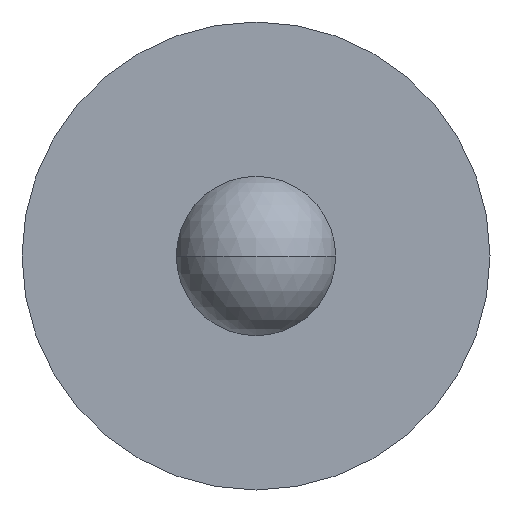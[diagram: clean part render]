
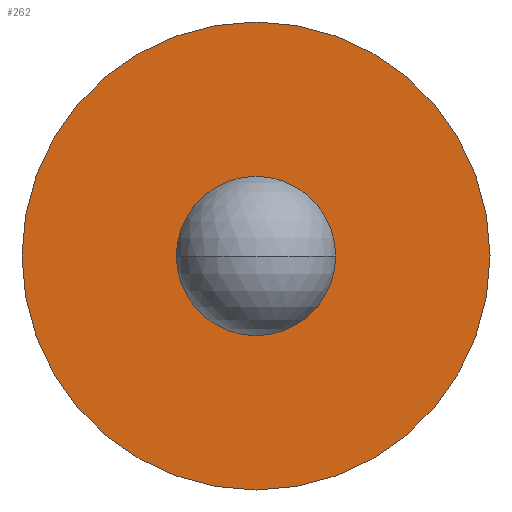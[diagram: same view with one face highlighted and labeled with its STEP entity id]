
A CAD part, left-side view. The second image highlights one B-rep face of the part: STEP entity #262.
In plain terms, the highlighted planar face has unit normal (-1, 0, 0).
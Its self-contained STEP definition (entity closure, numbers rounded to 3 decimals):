
#5 = CIRCLE ( 'NONE', #577, 0.32 ) ;
#9 = CARTESIAN_POINT ( 'NONE',  ( -2.75, 0., 0. ) ) ;
#21 = ORIENTED_EDGE ( 'NONE', *, *, #216, .T. ) ;
#35 = CARTESIAN_POINT ( 'NONE',  ( -2.75, 0.32, 0. ) ) ;
#57 = EDGE_CURVE ( 'NONE', #290, #571, #175, .T. ) ;
#63 = CIRCLE ( 'NONE', #294, 0.94 ) ;
#67 = DIRECTION ( 'NONE',  ( 1., 0., 0. ) ) ;
#90 = DIRECTION ( 'NONE',  ( 0., 1., 0. ) ) ;
#92 = DIRECTION ( 'NONE',  ( 1., 0., 0. ) ) ;
#96 = ORIENTED_EDGE ( 'NONE', *, *, #501, .F. ) ;
#112 = EDGE_LOOP ( 'NONE', ( #347, #96 ) ) ;
#133 = CARTESIAN_POINT ( 'NONE',  ( -2.75, 0.94, 0. ) ) ;
#136 = EDGE_LOOP ( 'NONE', ( #507, #21 ) ) ;
#175 = CIRCLE ( 'NONE', #371, 0.94 ) ;
#216 = EDGE_CURVE ( 'NONE', #458, #302, #5, .T. ) ;
#217 = CARTESIAN_POINT ( 'NONE',  ( -2.75, -0.32, 0. ) ) ;
#239 = DIRECTION ( 'NONE',  ( 1., 0., 0. ) ) ;
#244 = DIRECTION ( 'NONE',  ( 0., -1., 0. ) ) ;
#247 = CARTESIAN_POINT ( 'NONE',  ( -2.75, 0.32, 0. ) ) ;
#262 = ADVANCED_FACE ( 'NONE', ( #339, #594 ), #497, .T. ) ;
#270 = DIRECTION ( 'NONE',  ( 0., 1., 0. ) ) ;
#275 = CARTESIAN_POINT ( 'NONE',  ( -2.75, 0., 0. ) ) ;
#290 = VERTEX_POINT ( 'NONE', #133 ) ;
#292 = DIRECTION ( 'NONE',  ( 0., 1., 0. ) ) ;
#294 = AXIS2_PLACEMENT_3D ( 'NONE', #9, #67, #427 ) ;
#296 = CARTESIAN_POINT ( 'NONE',  ( -2.75, 0., 0. ) ) ;
#302 = VERTEX_POINT ( 'NONE', #247 ) ;
#307 = EDGE_CURVE ( 'NONE', #302, #458, #612, .T. ) ;
#327 = DIRECTION ( 'NONE',  ( 1., 0., 0. ) ) ;
#339 = FACE_BOUND ( 'NONE', #136, .T. ) ;
#347 = ORIENTED_EDGE ( 'NONE', *, *, #57, .F. ) ;
#371 = AXIS2_PLACEMENT_3D ( 'NONE', #628, #92, #292 ) ;
#427 = DIRECTION ( 'NONE',  ( 0., 1., 0. ) ) ;
#452 = DIRECTION ( 'NONE',  ( -1., 0., 0. ) ) ;
#458 = VERTEX_POINT ( 'NONE', #217 ) ;
#497 = PLANE ( 'NONE',  #631 ) ;
#501 = EDGE_CURVE ( 'NONE', #571, #290, #63, .T. ) ;
#507 = ORIENTED_EDGE ( 'NONE', *, *, #307, .T. ) ;
#514 = AXIS2_PLACEMENT_3D ( 'NONE', #275, #327, #270 ) ;
#558 = CARTESIAN_POINT ( 'NONE',  ( -2.75, -0.94, 0. ) ) ;
#571 = VERTEX_POINT ( 'NONE', #558 ) ;
#577 = AXIS2_PLACEMENT_3D ( 'NONE', #296, #239, #90 ) ;
#594 = FACE_OUTER_BOUND ( 'NONE', #112, .T. ) ;
#612 = CIRCLE ( 'NONE', #514, 0.32 ) ;
#628 = CARTESIAN_POINT ( 'NONE',  ( -2.75, 0., 0. ) ) ;
#631 = AXIS2_PLACEMENT_3D ( 'NONE', #35, #452, #244 ) ;
